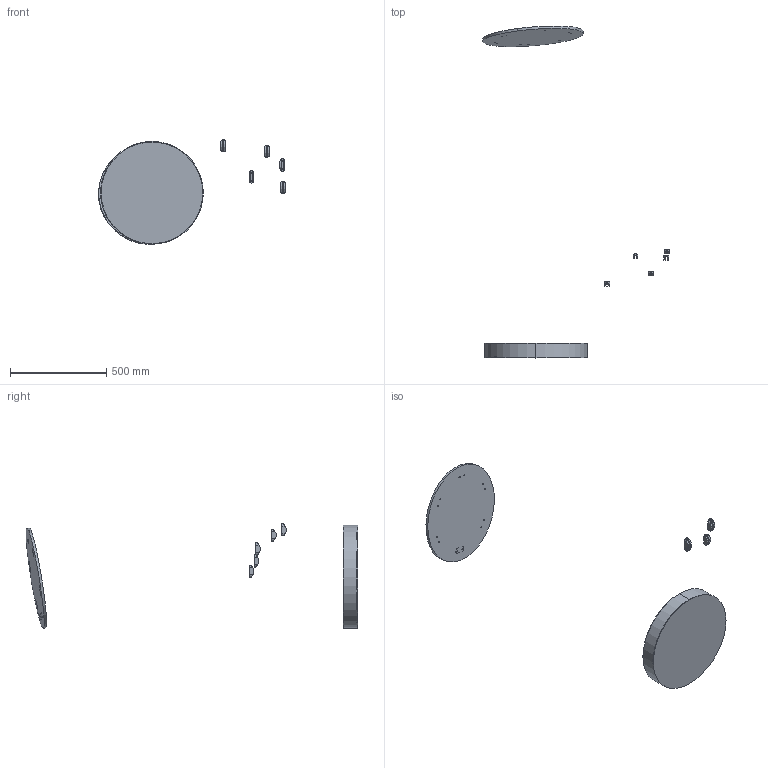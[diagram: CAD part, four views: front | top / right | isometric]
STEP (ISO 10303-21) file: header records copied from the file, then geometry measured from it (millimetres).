
FILE_DESCRIPTION (( 'STEP AP203' ), '1' );
FILE_NAME ('Hard Working Susan.STEP', '2016-02-13T23:41:56', ( '' ), ( '' ), 'SwSTEP 2.0', 'SolidWorks 2015', '' );
FILE_SCHEMA (( 'CONFIG_CONTROL_DESIGN' ));
Length unit declared in the file: inch
Products named in the file (4): Wheel Holder; Hard Working Susan; Base; Susan Layer 1
Assembly tree (8 placements, depth 2):
  Hard Working Susan
    Base
    Susan Layer 1
    Wheel Holder  x6
Bounding box: 969.42 x 1720.62 x 542.07 mm (x, y, z)
Volume: 4604185 mm3; surface area: 1193332.6 mm2
Topology: 8 solids, 8 shells, 305 faces, 774 edges, 516 vertices
Faces by surface type: plane 191, cylinder 114
Entity records: 4799 total; most frequent: DIRECTION 795, CARTESIAN_POINT 728, ORIENTED_EDGE 678, EDGE_CURVE 339, AXIS2_PLACEMENT_3D 309, VERTEX_POINT 226, EDGE_LOOP 189, LINE 177
